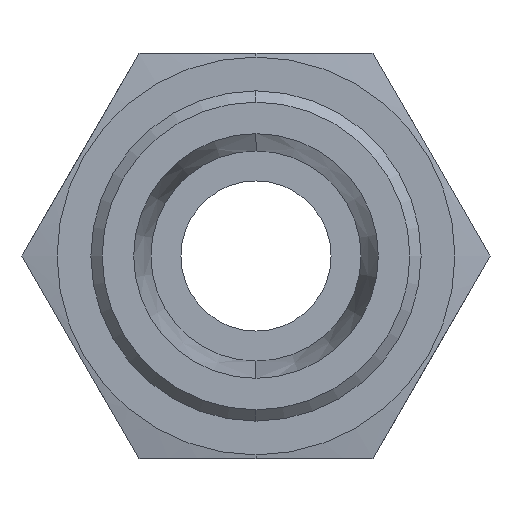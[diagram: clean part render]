
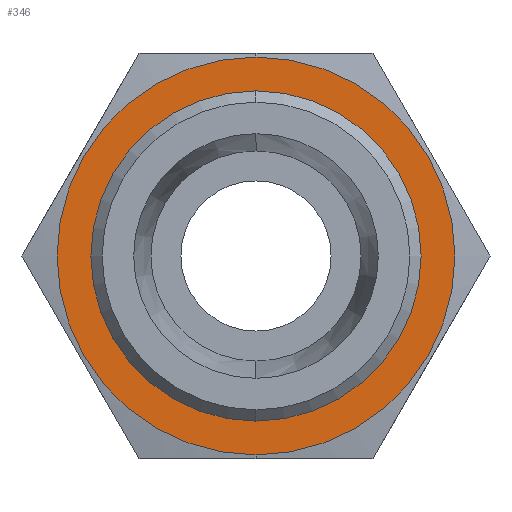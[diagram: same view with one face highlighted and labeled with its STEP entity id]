
A CAD part, left-side view. The second image highlights one B-rep face of the part: STEP entity #346.
In plain terms, the highlighted planar face has unit normal (-1, 0, 0).
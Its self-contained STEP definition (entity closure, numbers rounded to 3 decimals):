
#27 = VERTEX_POINT ( 'NONE', #1090 ) ;
#88 = EDGE_CURVE ( 'NONE', #1385, #679, #1204, .T. ) ;
#142 = AXIS2_PLACEMENT_3D ( 'NONE', #476, #849, #972 ) ;
#165 = EDGE_CURVE ( 'NONE', #27, #1103, #1180, .T. ) ;
#172 = EDGE_CURVE ( 'NONE', #1103, #27, #319, .T. ) ;
#216 = DIRECTION ( 'NONE',  ( 0., 0., 1. ) ) ;
#217 = DIRECTION ( 'NONE',  ( 0., 0., 1. ) ) ;
#231 = CARTESIAN_POINT ( 'NONE',  ( 14., 0., 0. ) ) ;
#319 = CIRCLE ( 'NONE', #428, 13.25 ) ;
#346 = ADVANCED_FACE ( 'NONE', ( #660, #1092 ), #1266, .T. ) ;
#371 = DIRECTION ( 'NONE',  ( -1., 0., 0. ) ) ;
#428 = AXIS2_PLACEMENT_3D ( 'NONE', #777, #371, #216 ) ;
#464 = CARTESIAN_POINT ( 'NONE',  ( 14., 0., -13.25 ) ) ;
#476 = CARTESIAN_POINT ( 'NONE',  ( 14., 0., 0. ) ) ;
#507 = CIRCLE ( 'NONE', #1214, 10.85 ) ;
#543 = ORIENTED_EDGE ( 'NONE', *, *, #172, .T. ) ;
#551 = EDGE_LOOP ( 'NONE', ( #543, #914 ) ) ;
#660 = FACE_OUTER_BOUND ( 'NONE', #551, .T. ) ;
#665 = CARTESIAN_POINT ( 'NONE',  ( 14., 10.85, 0. ) ) ;
#679 = VERTEX_POINT ( 'NONE', #1309 ) ;
#692 = AXIS2_PLACEMENT_3D ( 'NONE', #1354, #765, #1229 ) ;
#765 = DIRECTION ( 'NONE',  ( -1., 0., 0. ) ) ;
#777 = CARTESIAN_POINT ( 'NONE',  ( 14., 0., 0. ) ) ;
#848 = AXIS2_PLACEMENT_3D ( 'NONE', #665, #1490, #1371 ) ;
#849 = DIRECTION ( 'NONE',  ( -1., 0., 0. ) ) ;
#886 = CARTESIAN_POINT ( 'NONE',  ( 14., 0., 10.85 ) ) ;
#912 = DIRECTION ( 'NONE',  ( -1., 0., 0. ) ) ;
#914 = ORIENTED_EDGE ( 'NONE', *, *, #165, .T. ) ;
#972 = DIRECTION ( 'NONE',  ( 0., 0., 1. ) ) ;
#1084 = EDGE_CURVE ( 'NONE', #679, #1385, #507, .T. ) ;
#1090 = CARTESIAN_POINT ( 'NONE',  ( 14., 0., 13.25 ) ) ;
#1092 = FACE_BOUND ( 'NONE', #1112, .T. ) ;
#1103 = VERTEX_POINT ( 'NONE', #464 ) ;
#1112 = EDGE_LOOP ( 'NONE', ( #1248, #1197 ) ) ;
#1180 = CIRCLE ( 'NONE', #692, 13.25 ) ;
#1197 = ORIENTED_EDGE ( 'NONE', *, *, #1084, .F. ) ;
#1204 = CIRCLE ( 'NONE', #142, 10.85 ) ;
#1214 = AXIS2_PLACEMENT_3D ( 'NONE', #231, #912, #217 ) ;
#1229 = DIRECTION ( 'NONE',  ( 0., 0., 1. ) ) ;
#1248 = ORIENTED_EDGE ( 'NONE', *, *, #88, .F. ) ;
#1266 = PLANE ( 'NONE',  #848 ) ;
#1309 = CARTESIAN_POINT ( 'NONE',  ( 14., 0., -10.85 ) ) ;
#1354 = CARTESIAN_POINT ( 'NONE',  ( 14., 0., 0. ) ) ;
#1371 = DIRECTION ( 'NONE',  ( 0., 0., 1. ) ) ;
#1385 = VERTEX_POINT ( 'NONE', #886 ) ;
#1490 = DIRECTION ( 'NONE',  ( -1., 0., 0. ) ) ;
